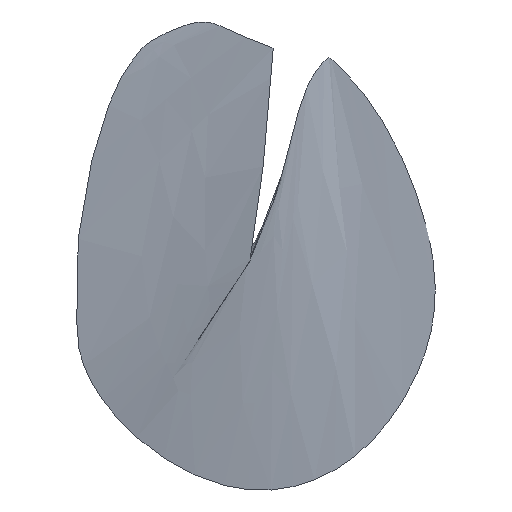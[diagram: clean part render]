
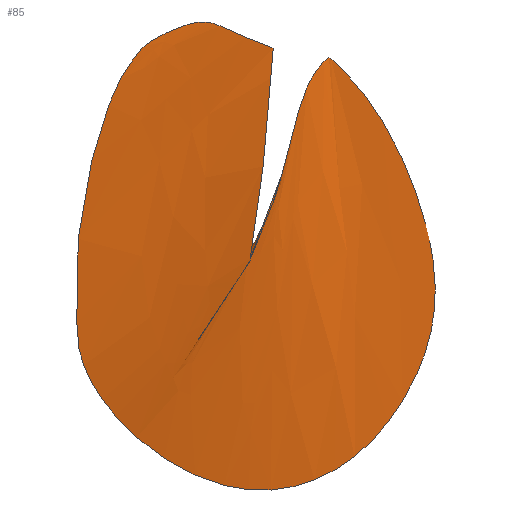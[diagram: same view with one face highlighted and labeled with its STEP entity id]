
A CAD part, top view. The second image highlights one B-rep face of the part: STEP entity #85.
In plain terms, the highlighted free-form (B-spline) face has degree [3, 3] with [4, 24] control points.
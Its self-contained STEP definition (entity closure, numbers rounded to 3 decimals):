
#85 = ADVANCED_FACE('',(#86),#88,.T.);
#86 = FACE_BOUND('',#87,.T.);
#87 = EDGE_LOOP('',());
#88 = B_SPLINE_SURFACE_WITH_KNOTS('',3,3,((#89,#90,#91,#92,#93,#94,#95,#96,#97,#98,#99,#100,#101,#102,#103,#104,#105,#106,#107,#108,#109,#110,#111,#112),(#113,#114,#115,#116,#117,#118,#119,#120,#121,#122,#123,#124,#125,#126,#127,#128,#129,#130,#131,#132,#133,#134,#135,#136),(#137,#138,#139,#140,#141,#142,#143,#144,#145,#146,#147,#148,#149,#150,#151,#152,#153,#154,#155,#156,#157,#158,#159,#160),(#161,#162,#163,#164,#165,#166,#167,#168,#169,#170,#171,#172,#173,#174,#175,#176,#177,#178,#179,#180,#181,#182,#183,#184)),.UNSPECIFIED.,.F.,.F.,.F.,(4,4),(4,1,1,1,3,3,3,1,1,1,3,1,1,4),(0.,1.),(0.,0.036,0.055,0.129,0.203,0.25,0.411,0.45,0.572,0.695,0.721,0.8,0.995,1.),.UNSPECIFIED.);
#89 = CARTESIAN_POINT('',(-4.994,-8.526,23.213));
#90 = CARTESIAN_POINT('',(-4.721,-8.849,23.192));
#91 = CARTESIAN_POINT('',(-3.911,-9.252,23.166));
#92 = CARTESIAN_POINT('',(-2.578,-9.784,23.021));
#93 = CARTESIAN_POINT('',(-1.718,-9.692,22.712));
#94 = CARTESIAN_POINT('',(-0.495,-8.983,22.613));
#95 = CARTESIAN_POINT('',(0.673,-8.591,22.696));
#96 = CARTESIAN_POINT('',(0.608,-7.858,22.585));
#97 = CARTESIAN_POINT('',(0.549,-7.127,22.51));
#98 = CARTESIAN_POINT('',(0.491,-6.401,22.462));
#99 = CARTESIAN_POINT('',(0.293,-3.95,22.302));
#100 = CARTESIAN_POINT('',(0.098,-1.564,22.454));
#101 = CARTESIAN_POINT('',(-0.342,0.569,22.593));
#102 = CARTESIAN_POINT('',(0.319,-1.153,22.48));
#103 = CARTESIAN_POINT('',(0.932,-2.477,22.395));
#104 = CARTESIAN_POINT('',(1.496,-5.177,22.224));
#105 = CARTESIAN_POINT('',(2.177,-7.348,22.573));
#106 = CARTESIAN_POINT('',(2.91,-8.091,23.125));
#107 = CARTESIAN_POINT('',(3.05,-8.204,23.233));
#108 = CARTESIAN_POINT('',(3.601,-7.742,23.262));
#109 = CARTESIAN_POINT('',(5.382,-5.837,23.397));
#110 = CARTESIAN_POINT('',(6.637,-3.128,23.608));
#111 = CARTESIAN_POINT('',(7.18,-1.127,23.75));
#112 = CARTESIAN_POINT('',(7.193,-1.077,23.753));
#113 = CARTESIAN_POINT('',(-4.994,-8.526,23.213));
#114 = CARTESIAN_POINT('',(-4.874,-8.667,23.204));
#115 = CARTESIAN_POINT('',(-4.422,-8.817,23.194));
#116 = CARTESIAN_POINT('',(-3.708,-8.899,23.115));
#117 = CARTESIAN_POINT('',(-3.285,-8.529,22.928));
#118 = CARTESIAN_POINT('',(-2.79,-6.984,22.93));
#119 = CARTESIAN_POINT('',(-2.093,-6.024,23.03));
#120 = CARTESIAN_POINT('',(-2.189,-5.088,22.984));
#121 = CARTESIAN_POINT('',(-2.248,-4.087,22.967));
#122 = CARTESIAN_POINT('',(-2.24,-3.037,22.971));
#123 = CARTESIAN_POINT('',(-2.375,-0.962,22.893));
#124 = CARTESIAN_POINT('',(-2.177,1.184,23.03));
#125 = CARTESIAN_POINT('',(-1.976,3.051,23.15));
#126 = CARTESIAN_POINT('',(-1.416,2.011,23.082));
#127 = CARTESIAN_POINT('',(-0.474,1.546,23.052));
#128 = CARTESIAN_POINT('',(1.066,0.194,22.966));
#129 = CARTESIAN_POINT('',(2.624,-1.69,23.171));
#130 = CARTESIAN_POINT('',(3.588,-2.664,23.515));
#131 = CARTESIAN_POINT('',(3.759,-2.827,23.582));
#132 = CARTESIAN_POINT('',(4.362,-2.786,23.589));
#133 = CARTESIAN_POINT('',(6.222,-2.607,23.624));
#134 = CARTESIAN_POINT('',(7.002,-1.76,23.705));
#135 = CARTESIAN_POINT('',(7.189,-1.094,23.752));
#136 = CARTESIAN_POINT('',(7.193,-1.077,23.753));
#137 = CARTESIAN_POINT('',(-4.994,-8.526,23.213));
#138 = CARTESIAN_POINT('',(-5.028,-8.486,23.215));
#139 = CARTESIAN_POINT('',(-4.934,-8.381,23.222));
#140 = CARTESIAN_POINT('',(-4.837,-8.014,23.208));
#141 = CARTESIAN_POINT('',(-4.851,-7.365,23.144));
#142 = CARTESIAN_POINT('',(-5.085,-4.985,23.248));
#143 = CARTESIAN_POINT('',(-4.859,-3.457,23.364));
#144 = CARTESIAN_POINT('',(-4.986,-2.317,23.384));
#145 = CARTESIAN_POINT('',(-5.045,-1.047,23.424));
#146 = CARTESIAN_POINT('',(-4.971,0.328,23.481));
#147 = CARTESIAN_POINT('',(-5.044,2.026,23.483));
#148 = CARTESIAN_POINT('',(-4.451,3.932,23.605));
#149 = CARTESIAN_POINT('',(-3.61,5.533,23.708));
#150 = CARTESIAN_POINT('',(-3.15,5.175,23.684));
#151 = CARTESIAN_POINT('',(-1.879,5.569,23.709));
#152 = CARTESIAN_POINT('',(0.636,5.565,23.709));
#153 = CARTESIAN_POINT('',(3.072,3.968,23.769));
#154 = CARTESIAN_POINT('',(4.267,2.763,23.905));
#155 = CARTESIAN_POINT('',(4.469,2.55,23.932));
#156 = CARTESIAN_POINT('',(5.123,2.171,23.915));
#157 = CARTESIAN_POINT('',(7.062,0.623,23.852));
#158 = CARTESIAN_POINT('',(7.366,-0.392,23.801));
#159 = CARTESIAN_POINT('',(7.197,-1.061,23.755));
#160 = CARTESIAN_POINT('',(7.193,-1.077,23.753));
#161 = CARTESIAN_POINT('',(-4.994,-8.526,23.213));
#162 = CARTESIAN_POINT('',(-5.181,-8.304,23.227));
#163 = CARTESIAN_POINT('',(-5.446,-7.946,23.249));
#164 = CARTESIAN_POINT('',(-5.967,-7.129,23.301));
#165 = CARTESIAN_POINT('',(-6.418,-6.202,23.36));
#166 = CARTESIAN_POINT('',(-7.38,-2.986,23.565));
#167 = CARTESIAN_POINT('',(-7.626,-0.889,23.698));
#168 = CARTESIAN_POINT('',(-7.783,0.454,23.784));
#169 = CARTESIAN_POINT('',(-7.842,1.992,23.882));
#170 = CARTESIAN_POINT('',(-7.703,3.692,23.99));
#171 = CARTESIAN_POINT('',(-7.713,5.014,24.074));
#172 = CARTESIAN_POINT('',(-6.726,6.681,24.18));
#173 = CARTESIAN_POINT('',(-5.244,8.016,24.265));
#174 = CARTESIAN_POINT('',(-4.885,8.339,24.286));
#175 = CARTESIAN_POINT('',(-3.285,9.592,24.365));
#176 = CARTESIAN_POINT('',(0.206,10.936,24.451));
#177 = CARTESIAN_POINT('',(3.52,9.626,24.368));
#178 = CARTESIAN_POINT('',(4.945,8.191,24.295));
#179 = CARTESIAN_POINT('',(5.179,7.927,24.281));
#180 = CARTESIAN_POINT('',(5.884,7.127,24.241));
#181 = CARTESIAN_POINT('',(7.903,3.852,24.079));
#182 = CARTESIAN_POINT('',(7.73,0.976,23.898));
#183 = CARTESIAN_POINT('',(7.206,-1.028,23.757));
#184 = CARTESIAN_POINT('',(7.193,-1.077,23.753));
